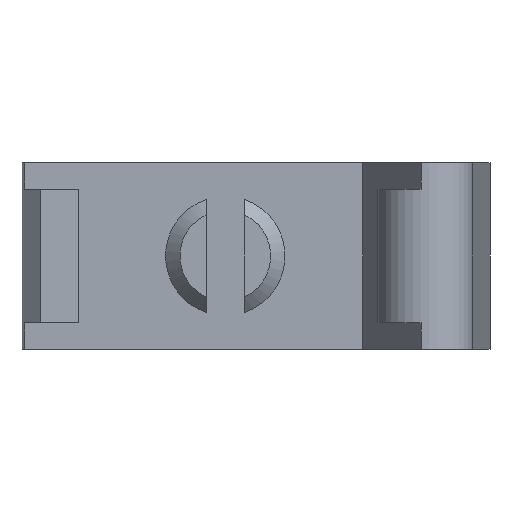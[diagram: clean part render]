
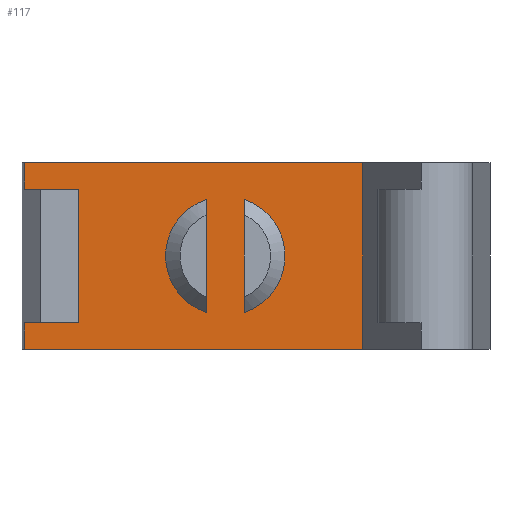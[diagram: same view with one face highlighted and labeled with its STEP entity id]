
A CAD part, front view. The second image highlights one B-rep face of the part: STEP entity #117.
In plain terms, the highlighted planar face has unit normal (0, -1, 0).
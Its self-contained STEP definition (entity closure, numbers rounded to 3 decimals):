
#95=FACE_BOUND('',#186,.T.);
#96=FACE_BOUND('',#187,.T.);
#97=FACE_BOUND('',#188,.T.);
#117=ADVANCED_FACE('',(#95,#96,#97),#139,.T.);
#139=PLANE('',#561);
#186=EDGE_LOOP('',(#347,#348));
#187=EDGE_LOOP('',(#349,#350));
#188=EDGE_LOOP('',(#351,#352,#353,#354,#355,#356,#357,#358));
#228=LINE('',#774,#277);
#230=LINE('',#778,#279);
#231=LINE('',#782,#280);
#232=LINE('',#783,#281);
#233=LINE('',#786,#282);
#234=LINE('',#788,#283);
#235=LINE('',#790,#284);
#236=LINE('',#791,#285);
#237=LINE('',#793,#286);
#238=LINE('',#795,#287);
#277=VECTOR('',#637,1.);
#279=VECTOR('',#641,1.);
#280=VECTOR('',#644,1.);
#281=VECTOR('',#645,1.);
#282=VECTOR('',#646,1.);
#283=VECTOR('',#647,1.);
#284=VECTOR('',#648,1.);
#285=VECTOR('',#649,1.);
#286=VECTOR('',#650,1.);
#287=VECTOR('',#651,1.);
#347=ORIENTED_EDGE('',*,*,#471,.F.);
#348=ORIENTED_EDGE('',*,*,#505,.F.);
#349=ORIENTED_EDGE('',*,*,#506,.F.);
#350=ORIENTED_EDGE('',*,*,#507,.T.);
#351=ORIENTED_EDGE('',*,*,#508,.T.);
#352=ORIENTED_EDGE('',*,*,#509,.F.);
#353=ORIENTED_EDGE('',*,*,#510,.T.);
#354=ORIENTED_EDGE('',*,*,#511,.F.);
#355=ORIENTED_EDGE('',*,*,#503,.F.);
#356=ORIENTED_EDGE('',*,*,#512,.T.);
#357=ORIENTED_EDGE('',*,*,#513,.F.);
#358=ORIENTED_EDGE('',*,*,#514,.F.);
#429=VERTEX_POINT('',#706);
#430=VERTEX_POINT('',#707);
#451=VERTEX_POINT('',#773);
#452=VERTEX_POINT('',#775);
#453=VERTEX_POINT('',#780);
#454=VERTEX_POINT('',#781);
#455=VERTEX_POINT('',#784);
#456=VERTEX_POINT('',#785);
#457=VERTEX_POINT('',#787);
#458=VERTEX_POINT('',#789);
#459=VERTEX_POINT('',#792);
#460=VERTEX_POINT('',#794);
#471=EDGE_CURVE('',#429,#430,#533,.T.);
#503=EDGE_CURVE('',#451,#452,#228,.T.);
#505=EDGE_CURVE('',#430,#429,#230,.T.);
#506=EDGE_CURVE('',#453,#454,#539,.T.);
#507=EDGE_CURVE('',#453,#454,#231,.T.);
#508=EDGE_CURVE('',#455,#456,#232,.T.);
#509=EDGE_CURVE('',#457,#456,#233,.T.);
#510=EDGE_CURVE('',#457,#458,#234,.T.);
#511=EDGE_CURVE('',#452,#458,#235,.T.);
#512=EDGE_CURVE('',#451,#459,#236,.T.);
#513=EDGE_CURVE('',#460,#459,#237,.T.);
#514=EDGE_CURVE('',#455,#460,#238,.T.);
#533=CIRCLE('',#545,1.25);
#539=CIRCLE('',#560,1.25);
#545=AXIS2_PLACEMENT_3D('',#705,#585,#586);
#560=AXIS2_PLACEMENT_3D('',#779,#642,#643);
#561=AXIS2_PLACEMENT_3D('',#796,#652,#653);
#585=DIRECTION('',(0.,-1.,0.));
#586=DIRECTION('',(0.,0.,-1.));
#637=DIRECTION('',(0.,0.,-1.));
#641=DIRECTION('',(0.,0.,1.));
#642=DIRECTION('',(0.,-1.,0.));
#643=DIRECTION('',(0.,0.,-1.));
#644=DIRECTION('',(0.,0.,1.));
#645=DIRECTION('',(0.,0.,-1.));
#646=DIRECTION('',(1.,0.,0.));
#647=DIRECTION('',(0.,0.,-1.));
#648=DIRECTION('',(-1.,0.,0.));
#649=DIRECTION('',(-1.,0.,0.));
#650=DIRECTION('',(0.,0.,1.));
#651=DIRECTION('',(-1.,0.,0.));
#652=DIRECTION('',(0.,-1.,0.));
#653=DIRECTION('',(0.,0.,-1.));
#705=CARTESIAN_POINT('',(3.454,10.,1.95));
#706=CARTESIAN_POINT('',(3.054,10.,3.134));
#707=CARTESIAN_POINT('',(3.054,10.,0.766));
#773=CARTESIAN_POINT('',(6.333,10.,3.9));
#774=CARTESIAN_POINT('',(6.333,10.,3.9));
#775=CARTESIAN_POINT('',(6.333,10.,0.));
#778=CARTESIAN_POINT('',(3.054,10.,0.55));
#779=CARTESIAN_POINT('',(3.454,10.,1.95));
#780=CARTESIAN_POINT('',(3.854,10.,0.766));
#781=CARTESIAN_POINT('',(3.854,10.,3.134));
#782=CARTESIAN_POINT('',(3.854,10.,0.55));
#783=CARTESIAN_POINT('',(0.054,10.,3.9));
#784=CARTESIAN_POINT('',(0.054,10.,3.35));
#785=CARTESIAN_POINT('',(0.054,10.,0.55));
#786=CARTESIAN_POINT('',(0.1,10.,0.55));
#787=CARTESIAN_POINT('',(-0.748,10.,0.55));
#788=CARTESIAN_POINT('',(-0.748,10.,3.9));
#789=CARTESIAN_POINT('',(-0.748,10.,0.));
#790=CARTESIAN_POINT('',(6.333,10.,0.));
#791=CARTESIAN_POINT('',(6.333,10.,3.9));
#792=CARTESIAN_POINT('',(-0.748,10.,3.9));
#793=CARTESIAN_POINT('',(-0.748,10.,3.9));
#794=CARTESIAN_POINT('',(-0.748,10.,3.35));
#795=CARTESIAN_POINT('',(-0.4,10.,3.35));
#796=CARTESIAN_POINT('',(6.333,10.,3.9));
